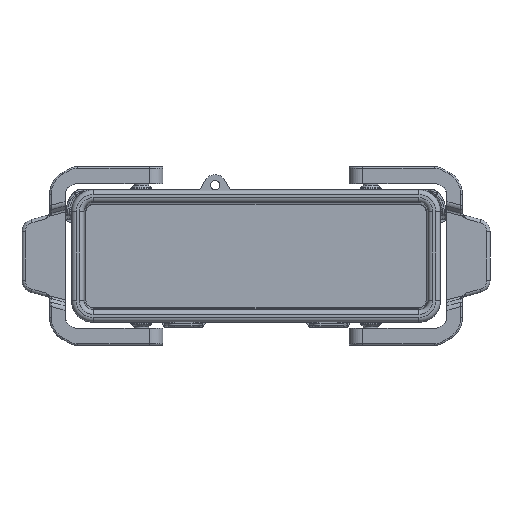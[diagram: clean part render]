
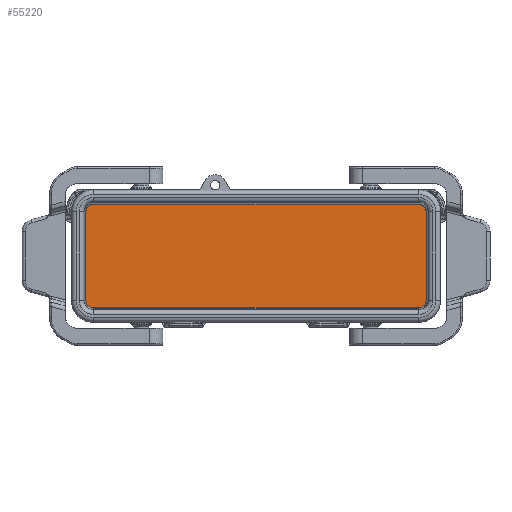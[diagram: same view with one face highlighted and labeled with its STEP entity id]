
A CAD part, top view. The second image highlights one B-rep face of the part: STEP entity #55220.
In plain terms, the highlighted planar face has unit normal (0, 0, 1).
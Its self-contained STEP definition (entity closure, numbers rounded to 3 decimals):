
#15310=CARTESIAN_POINT('',(16.717,6.001,-9.5));
#15320=VERTEX_POINT('',#15310);
#15500=CARTESIAN_POINT('',(16.717,-99.999,
-9.5));
#15510=VERTEX_POINT('',#15500);
#15540=CARTESIAN_POINT('',(16.717,-146.997,
-9.5));
#15550=DIRECTION('',(0.,1.,0.));
#15560=VECTOR('',#15550,1.);
#15570=LINE('',#15540,#15560);
#15580=EDGE_CURVE('',#15510,#15320,#15570,.T.);
#17020=CARTESIAN_POINT('',(-14.5,8.219,-9.5));
#17030=VERTEX_POINT('',#17020);
#17060=CARTESIAN_POINT('',(-14.5,6.001,-9.5));
#17070=DIRECTION('',(0.,0.,1.));
#17080=DIRECTION('',(-1.,0.,0.));
#17090=AXIS2_PLACEMENT_3D('',#17060,#17070,#17080);
#17100=CIRCLE('',#17090,2.217);
#17110=CARTESIAN_POINT('',(-16.717,6.001,
-9.5));
#17120=VERTEX_POINT('',#17110);
#17130=EDGE_CURVE('',#17030,#17120,#17100,.T.);
#33910=CARTESIAN_POINT('',(14.5,6.001,-9.5));
#33920=DIRECTION('',(0.,0.,-1.));
#33930=DIRECTION('',(1.,0.,0.));
#33940=AXIS2_PLACEMENT_3D('',#33910,#33920,#33930);
#33950=CIRCLE('',#33940,2.217);
#33960=CARTESIAN_POINT('',(14.5,8.219,-9.5));
#33970=VERTEX_POINT('',#33960);
#33980=EDGE_CURVE('',#33970,#15320,#33950,.T.);
#35450=CARTESIAN_POINT('',(-14.5,8.219,-9.5));
#35460=DIRECTION('',(1.,0.,0.));
#35470=VECTOR('',#35460,1.);
#35480=LINE('',#35450,#35470);
#35490=EDGE_CURVE('',#17030,#33970,#35480,.T.);
#54790=CARTESIAN_POINT('',(18.389,-33.258,-9.5));
#54800=DIRECTION('',(0.,0.,-1.));
#54810=DIRECTION('',(1.,0.,0.));
#54820=AXIS2_PLACEMENT_3D('',#54790,#54800,#54810);
#54830=PLANE('',#54820);
#54840=ORIENTED_EDGE('',*,*,#17130,.T.);
#54850=ORIENTED_EDGE('',*,*,#35490,.F.);
#54860=ORIENTED_EDGE('',*,*,#33980,.F.);
#54870=ORIENTED_EDGE('',*,*,#15580,.T.);
#54880=CARTESIAN_POINT('',(14.5,-99.999,
-9.5));
#54890=DIRECTION('',(0.,0.,1.));
#54900=DIRECTION('',(1.,0.,0.));
#54910=AXIS2_PLACEMENT_3D('',#54880,#54890,#54900);
#54920=CIRCLE('',#54910,2.217);
#54930=CARTESIAN_POINT('',(14.5,-102.216,-9.5));
#54940=VERTEX_POINT('',#54930);
#54950=EDGE_CURVE('',#54940,#15510,#54920,.T.);
#54960=ORIENTED_EDGE('',*,*,#54950,.T.);
#54970=CARTESIAN_POINT('',(-14.5,-102.216,-9.5));
#54980=DIRECTION('',(1.,0.,0.));
#54990=VECTOR('',#54980,1.);
#55000=LINE('',#54970,#54990);
#55010=CARTESIAN_POINT('',(-14.5,-102.216,-9.5));
#55020=VERTEX_POINT('',#55010);
#55030=EDGE_CURVE('',#55020,#54940,#55000,.T.);
#55040=ORIENTED_EDGE('',*,*,#55030,.T.);
#55050=CARTESIAN_POINT('',(-14.5,-99.999,
-9.5));
#55060=DIRECTION('',(0.,0.,-1.));
#55070=DIRECTION('',(-1.,0.,0.));
#55080=AXIS2_PLACEMENT_3D('',#55050,#55060,#55070);
#55090=CIRCLE('',#55080,2.217);
#55100=CARTESIAN_POINT('',(-16.717,-99.999,
-9.5));
#55110=VERTEX_POINT('',#55100);
#55120=EDGE_CURVE('',#55020,#55110,#55090,.T.);
#55130=ORIENTED_EDGE('',*,*,#55120,.F.);
#55140=CARTESIAN_POINT('',(-16.717,-40.997,
-9.5));
#55150=DIRECTION('',(0.,-1.,0.));
#55160=VECTOR('',#55150,1.);
#55170=LINE('',#55140,#55160);
#55180=EDGE_CURVE('',#17120,#55110,#55170,.T.);
#55190=ORIENTED_EDGE('',*,*,#55180,.T.);
#55200=EDGE_LOOP('',(#55190,#55130,#55040,#54960,#54870,#54860,#54850,
#54840));
#55210=FACE_OUTER_BOUND('',#55200,.T.);
#55220=ADVANCED_FACE('',(#55210),#54830,.F.);
